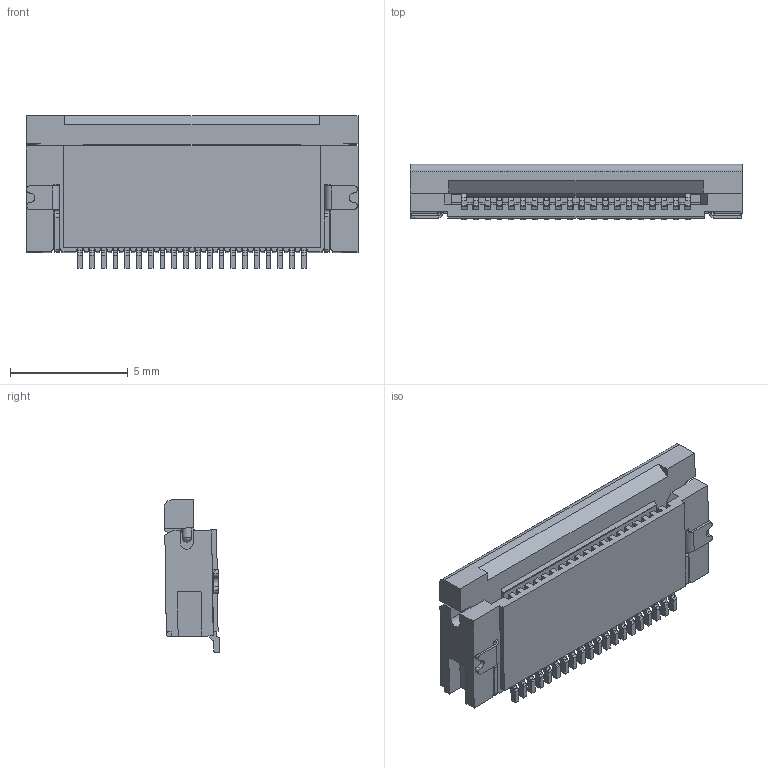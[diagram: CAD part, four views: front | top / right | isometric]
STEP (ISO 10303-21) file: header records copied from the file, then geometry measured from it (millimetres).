
FILE_DESCRIPTION (( 'STEP AP203' ), '1' );
FILE_NAME ('CF25201D0R0-05-NH.STEP', '2017-11-09T01:18:37', ( '' ), ( '' ), 'SwSTEP 2.0', 'SolidWorks 2017', '' );
FILE_SCHEMA (( 'CONFIG_CONTROL_DESIGN' ));
Length unit declared in the file: millimetre
Products named in the file (1): CF25201D0R0-05-NH
Bounding box: 14.1 x 2.34 x 6.49 mm (x, y, z)
Volume: 119.7 mm3; surface area: 818.5 mm2
Topology: 23 solids, 23 shells, 2096 faces, 6069 edges, 3966 vertices
Faces by surface type: plane 1311, cylinder 780, bspline 3, cone 2
Entity records: 69017 total; most frequent: CARTESIAN_POINT 12224, ORIENTED_EDGE 12132, DIRECTION 11827, EDGE_CURVE 6066, LINE 4477, VECTOR 4477, VERTEX_POINT 3966, AXIS2_PLACEMENT_3D 3675
